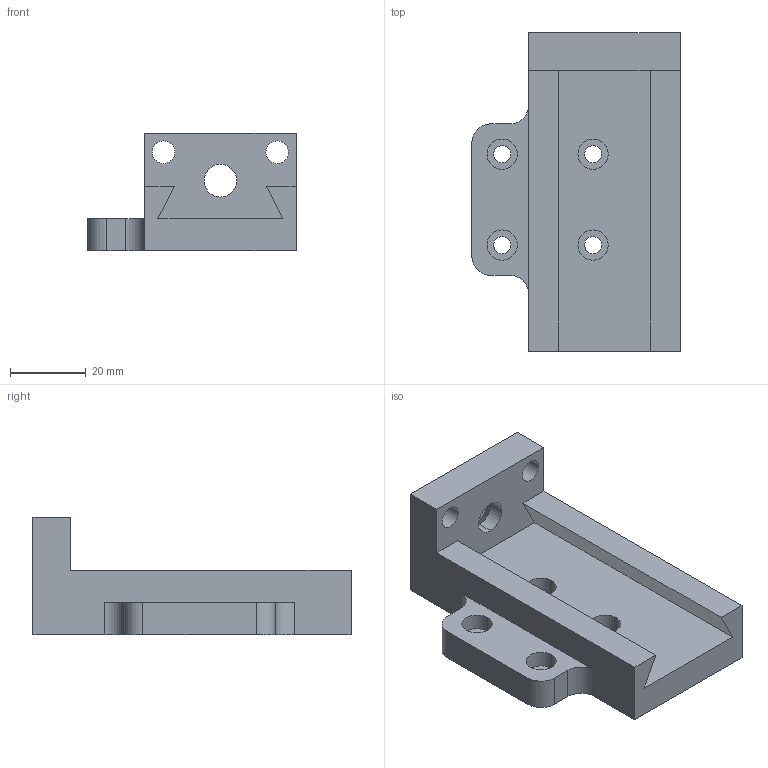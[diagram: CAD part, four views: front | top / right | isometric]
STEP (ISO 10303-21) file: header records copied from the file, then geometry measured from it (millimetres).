
FILE_DESCRIPTION (( 'STEP AP214' ), '1' );
FILE_NAME ('BracketDovetail.STEP', '2021-04-12T01:23:31', ( '' ), ( '' ), 'SwSTEP 2.0', 'SolidWorks 2020', '' );
FILE_SCHEMA (( 'AUTOMOTIVE_DESIGN' ));
Length unit declared in the file: millimetre
Products named in the file (1): BracketDovetail
Bounding box: 55 x 84 x 31 mm (x, y, z)
Volume: 46300.2 mm3; surface area: 17109.6 mm2
Topology: 1 solids, 1 shells, 56 faces, 140 edges, 92 vertices
Faces by surface type: cylinder 32, plane 22, cone 2
Entity records: 1758 total; most frequent: DIRECTION 318, CARTESIAN_POINT 289, ORIENTED_EDGE 280, EDGE_CURVE 140, AXIS2_PLACEMENT_3D 121, VERTEX_POINT 92, LINE 76, VECTOR 76
